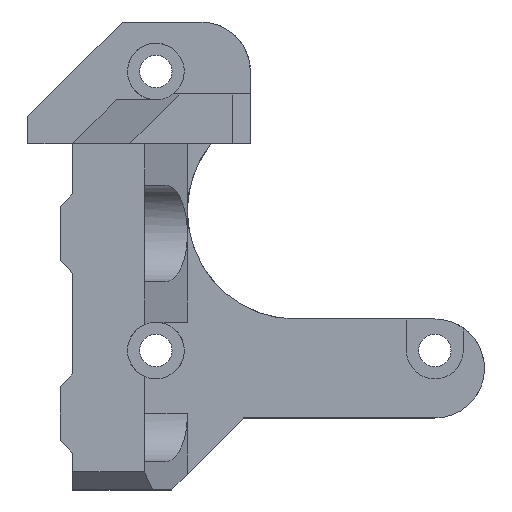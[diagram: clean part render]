
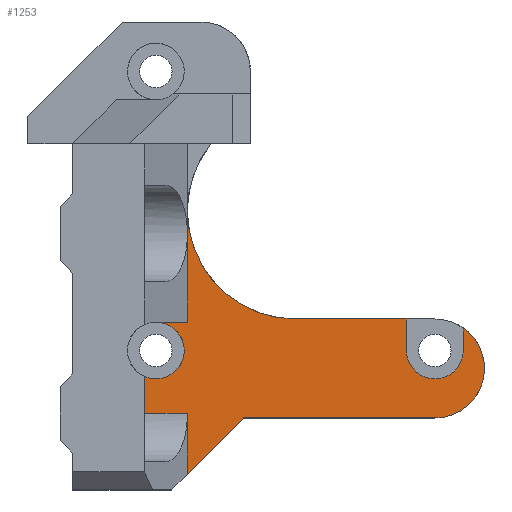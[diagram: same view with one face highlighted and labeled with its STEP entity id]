
A CAD part, front view. The second image highlights one B-rep face of the part: STEP entity #1253.
In plain terms, the highlighted planar face has unit normal (0, -1, 0).
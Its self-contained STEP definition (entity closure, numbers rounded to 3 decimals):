
#88=LINE('',#1882,#219);
#111=LINE('',#1959,#242);
#113=LINE('',#1965,#244);
#116=LINE('',#1972,#247);
#117=LINE('',#1974,#248);
#118=LINE('',#1978,#249);
#119=LINE('',#1982,#250);
#120=LINE('',#1983,#251);
#121=LINE('',#1985,#252);
#122=LINE('',#1989,#253);
#123=LINE('',#1990,#254);
#219=VECTOR('',#1497,10.);
#242=VECTOR('',#1570,10.);
#244=VECTOR('',#1578,10.);
#247=VECTOR('',#1585,10.);
#248=VECTOR('',#1586,10.);
#249=VECTOR('',#1589,10.);
#250=VECTOR('',#1592,10.);
#251=VECTOR('',#1593,10.);
#252=VECTOR('',#1594,10.);
#253=VECTOR('',#1597,10.);
#254=VECTOR('',#1598,10.);
#323=PLANE('',#1345);
#405=FACE_OUTER_BOUND('',#481,.T.);
#481=EDGE_LOOP('',(#1029,#1030,#1031,#1032,#1033,#1034,#1035,#1036,#1037,
#1038,#1039,#1040,#1041,#1042,#1043));
#550=CIRCLE('',#1331,12.);
#553=CIRCLE('',#1346,5.5);
#554=CIRCLE('',#1347,3.15);
#555=CIRCLE('',#1348,3.15);
#622=VERTEX_POINT('',#1879);
#623=VERTEX_POINT('',#1881);
#634=VERTEX_POINT('',#1922);
#635=VERTEX_POINT('',#1924);
#645=VERTEX_POINT('',#1956);
#646=VERTEX_POINT('',#1958);
#649=VERTEX_POINT('',#1971);
#650=VERTEX_POINT('',#1973);
#651=VERTEX_POINT('',#1975);
#652=VERTEX_POINT('',#1977);
#653=VERTEX_POINT('',#1979);
#654=VERTEX_POINT('',#1981);
#655=VERTEX_POINT('',#1984);
#656=VERTEX_POINT('',#1986);
#657=VERTEX_POINT('',#1988);
#751=EDGE_CURVE('',#623,#622,#88,.T.);
#771=EDGE_CURVE('',#635,#634,#550,.T.);
#788=EDGE_CURVE('',#646,#645,#111,.T.);
#792=EDGE_CURVE('',#634,#646,#113,.T.);
#795=EDGE_CURVE('',#622,#649,#116,.T.);
#796=EDGE_CURVE('',#649,#650,#117,.T.);
#797=EDGE_CURVE('',#650,#651,#553,.T.);
#798=EDGE_CURVE('',#651,#652,#118,.T.);
#799=EDGE_CURVE('',#652,#653,#554,.T.);
#800=EDGE_CURVE('',#653,#654,#119,.T.);
#801=EDGE_CURVE('',#654,#635,#120,.T.);
#802=EDGE_CURVE('',#645,#655,#121,.T.);
#803=EDGE_CURVE('',#655,#656,#555,.T.);
#804=EDGE_CURVE('',#656,#657,#122,.T.);
#805=EDGE_CURVE('',#623,#657,#123,.T.);
#1029=ORIENTED_EDGE('',*,*,#751,.T.);
#1030=ORIENTED_EDGE('',*,*,#795,.T.);
#1031=ORIENTED_EDGE('',*,*,#796,.T.);
#1032=ORIENTED_EDGE('',*,*,#797,.T.);
#1033=ORIENTED_EDGE('',*,*,#798,.T.);
#1034=ORIENTED_EDGE('',*,*,#799,.T.);
#1035=ORIENTED_EDGE('',*,*,#800,.T.);
#1036=ORIENTED_EDGE('',*,*,#801,.T.);
#1037=ORIENTED_EDGE('',*,*,#771,.T.);
#1038=ORIENTED_EDGE('',*,*,#792,.T.);
#1039=ORIENTED_EDGE('',*,*,#788,.T.);
#1040=ORIENTED_EDGE('',*,*,#802,.T.);
#1041=ORIENTED_EDGE('',*,*,#803,.T.);
#1042=ORIENTED_EDGE('',*,*,#804,.T.);
#1043=ORIENTED_EDGE('',*,*,#805,.F.);
#1253=ADVANCED_FACE('',(#405),#323,.T.);
#1331=AXIS2_PLACEMENT_3D('',#1925,#1537,#1538);
#1345=AXIS2_PLACEMENT_3D('',#1970,#1583,#1584);
#1346=AXIS2_PLACEMENT_3D('',#1976,#1587,#1588);
#1347=AXIS2_PLACEMENT_3D('',#1980,#1590,#1591);
#1348=AXIS2_PLACEMENT_3D('',#1987,#1595,#1596);
#1497=DIRECTION('',(0.,0.,-1.));
#1537=DIRECTION('center_axis',(0.,1.,0.));
#1538=DIRECTION('ref_axis',(-0.417,0.,0.909));
#1570=DIRECTION('',(0.,0.,-1.));
#1578=DIRECTION('',(0.,0.,-1.));
#1583=DIRECTION('center_axis',(0.,-1.,0.));
#1584=DIRECTION('ref_axis',(1.,0.,0.));
#1585=DIRECTION('',(0.707,0.,0.707));
#1586=DIRECTION('',(1.,0.,0.));
#1587=DIRECTION('center_axis',(0.,-1.,0.));
#1588=DIRECTION('ref_axis',(0.,0.,
-1.));
#1589=DIRECTION('',(0.,0.,-1.));
#1590=DIRECTION('center_axis',(0.,1.,0.));
#1591=DIRECTION('ref_axis',(1.,0.,0.));
#1592=DIRECTION('',(0.,0.,1.));
#1593=DIRECTION('',(-1.,0.,0.));
#1594=DIRECTION('',(-1.,0.,0.));
#1595=DIRECTION('center_axis',(0.,1.,0.));
#1596=DIRECTION('ref_axis',(1.,0.,0.));
#1597=DIRECTION('',(0.,0.,-1.));
#1598=DIRECTION('',(-1.,0.,0.));
#1879=CARTESIAN_POINT('',(3.5,163.5,-13.75));
#1881=CARTESIAN_POINT('',(3.5,163.5,-7.));
#1882=CARTESIAN_POINT('',(3.5,163.5,-1.625));
#1922=CARTESIAN_POINT('',(3.5,163.5,15.5));
#1924=CARTESIAN_POINT('',(15.5,163.5,3.5));
#1925=CARTESIAN_POINT('Origin',(15.5,163.5,15.5));
#1956=CARTESIAN_POINT('',(3.5,163.5,3.15));
#1958=CARTESIAN_POINT('',(3.5,163.5,13.));
#1959=CARTESIAN_POINT('',(3.5,163.5,6.825));
#1965=CARTESIAN_POINT('',(3.5,163.5,6.825));
#1970=CARTESIAN_POINT('Origin',(11.125,163.5,10.5));
#1971=CARTESIAN_POINT('',(9.75,163.5,-7.5));
#1972=CARTESIAN_POINT('',(1.75,163.5,-15.5));
#1973=CARTESIAN_POINT('',(31.,163.5,-7.5));
#1974=CARTESIAN_POINT('',(9.75,163.5,-7.5));
#1975=CARTESIAN_POINT('',(34.15,163.5,2.509));
#1976=CARTESIAN_POINT('Origin',(31.,163.5,-2.));
#1977=CARTESIAN_POINT('',(34.15,163.5,0.));
#1978=CARTESIAN_POINT('',(34.15,163.5,0.));
#1979=CARTESIAN_POINT('',(27.85,163.5,0.));
#1980=CARTESIAN_POINT('Origin',(31.,163.5,0.));
#1981=CARTESIAN_POINT('',(27.85,163.5,3.5));
#1982=CARTESIAN_POINT('',(27.85,163.5,0.));
#1983=CARTESIAN_POINT('',(15.5,163.5,3.5));
#1984=CARTESIAN_POINT('',(0.,163.5,3.15));
#1985=CARTESIAN_POINT('',(5.563,163.5,3.15));
#1986=CARTESIAN_POINT('',(-1.25,163.5,-2.891));
#1987=CARTESIAN_POINT('Origin',(0.,163.5,0.));
#1988=CARTESIAN_POINT('',(-1.25,163.5,-7.));
#1989=CARTESIAN_POINT('',(-1.25,163.5,-3.15));
#1990=CARTESIAN_POINT('',(3.5,163.5,-7.));
